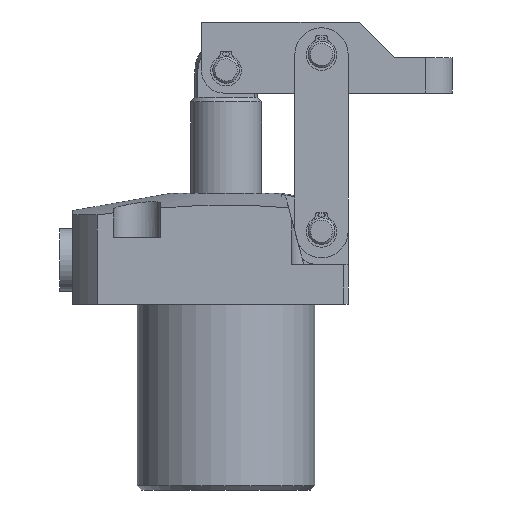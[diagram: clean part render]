
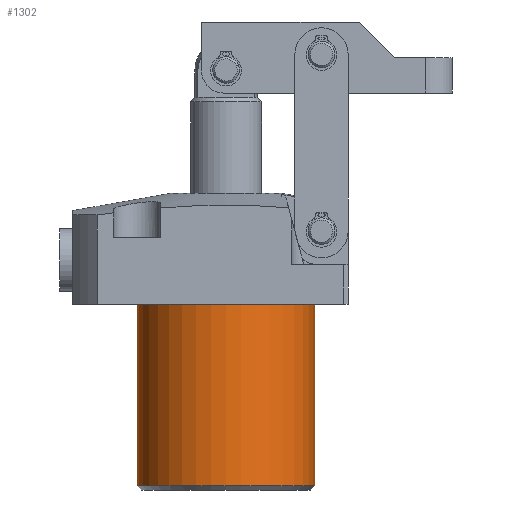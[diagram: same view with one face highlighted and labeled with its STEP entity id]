
A CAD part, front view. The second image highlights one B-rep face of the part: STEP entity #1302.
In plain terms, the highlighted cylindrical face has radius 20 mm (diameter 40 mm), a partial arc.
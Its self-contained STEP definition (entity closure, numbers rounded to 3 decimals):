
#1302 = ADVANCED_FACE ( 'NONE', ( #1553 ), #1560, .T. ) ;
#1553 = FACE_OUTER_BOUND ( 'NONE', #10116, .T. ) ;
#1560 = CYLINDRICAL_SURFACE ( 'NONE', #9958, 20. ) ;
#2119 = LINE ( 'NONE', #6805, #2122 ) ;
#2122 = VECTOR ( 'NONE', #6804, 1000. ) ;
#2123 = LINE ( 'NONE', #6811, #2125 ) ;
#2125 = VECTOR ( 'NONE', #6810, 1000. ) ;
#2554 = CARTESIAN_POINT ( 'NONE',  ( -20., 0., -40.8 ) ) ;
#2691 = DIRECTION ( 'NONE',  ( 0., 0., 1. ) ) ;
#2989 = CARTESIAN_POINT ( 'NONE',  ( 0., 0., 0. ) ) ;
#2990 = DIRECTION ( 'NONE',  ( 0., 0., -1. ) ) ;
#2991 = DIRECTION ( 'NONE',  ( 1., 0., 0. ) ) ;
#3255 = CARTESIAN_POINT ( 'NONE',  ( 0., 0., -40.8 ) ) ;
#3276 = DIRECTION ( 'NONE',  ( -1., 0., 0. ) ) ;
#3705 = AXIS2_PLACEMENT_3D ( 'NONE', #3255, #2691, #3276 ) ;
#3741 = AXIS2_PLACEMENT_3D ( 'NONE', #2989, #2990, #2991 ) ;
#5374 = ORIENTED_EDGE ( 'NONE', *, *, #8554, .T. ) ;
#5388 = ORIENTED_EDGE ( 'NONE', *, *, #8481, .F. ) ;
#5389 = ORIENTED_EDGE ( 'NONE', *, *, #10300, .T. ) ;
#5390 = ORIENTED_EDGE ( 'NONE', *, *, #8483, .T. ) ;
#5659 = CARTESIAN_POINT ( 'NONE',  ( 0., 0., -41.8 ) ) ;
#5662 = DIRECTION ( 'NONE',  ( 0., 0., 1. ) ) ;
#5666 = DIRECTION ( 'NONE',  ( 1., 0., 0. ) ) ;
#6336 = VERTEX_POINT ( 'NONE', #9167 ) ;
#6804 = DIRECTION ( 'NONE',  ( 0., 0., 1. ) ) ;
#6805 = CARTESIAN_POINT ( 'NONE',  ( -20., 0., -41.8 ) ) ;
#6810 = DIRECTION ( 'NONE',  ( 0., 0., 1. ) ) ;
#6811 = CARTESIAN_POINT ( 'NONE',  ( 20., 0., -41.8 ) ) ;
#6954 = VERTEX_POINT ( 'NONE', #8914 ) ;
#7749 = VERTEX_POINT ( 'NONE', #8717 ) ;
#7924 = CIRCLE ( 'NONE', #3741, 20. ) ;
#8129 = CIRCLE ( 'NONE', #3705, 20. ) ;
#8481 = EDGE_CURVE ( 'NONE', #8653, #6954, #2119, .T. ) ;
#8483 = EDGE_CURVE ( 'NONE', #7749, #6336, #2123, .T. ) ;
#8554 = EDGE_CURVE ( 'NONE', #6336, #6954, #7924, .T. ) ;
#8653 = VERTEX_POINT ( 'NONE', #2554 ) ;
#8717 = CARTESIAN_POINT ( 'NONE',  ( 20., 0., -40.8 ) ) ;
#8914 = CARTESIAN_POINT ( 'NONE',  ( -20., 0., 0. ) ) ;
#9167 = CARTESIAN_POINT ( 'NONE',  ( 20., 0., 0. ) ) ;
#9958 = AXIS2_PLACEMENT_3D ( 'NONE', #5659, #5662, #5666 ) ;
#10116 = EDGE_LOOP ( 'NONE', ( #5388, #5389, #5390, #5374 ) ) ;
#10300 = EDGE_CURVE ( 'NONE', #8653, #7749, #8129, .T. ) ;
